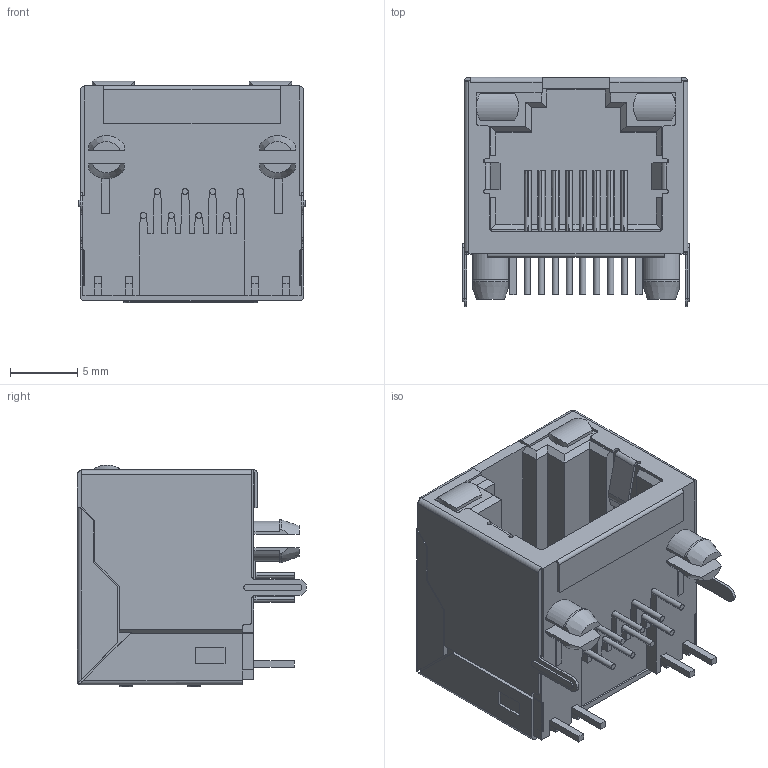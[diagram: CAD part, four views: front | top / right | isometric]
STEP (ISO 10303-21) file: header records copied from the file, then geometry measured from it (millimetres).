
FILE_DESCRIPTION((''),'2;1');
FILE_NAME('DGKYD_56SYGZNL','2017-11-01T',('Administrator'),(''),'CREO PARAMETRIC BY PTC INC, 2016130','CREO PARAMETRIC BY PTC INC, 2016130','');
FILE_SCHEMA(('CONFIG_CONTROL_DESIGN'));
Length unit declared in the file: millimetre
Products named in the file (1): DGKYD_56SYGZNL
Bounding box: 16.9 x 17 x 16.45 mm (x, y, z)
Volume: 2366.3 mm3; surface area: 2721 mm2
Topology: 1 solids, 1 shells, 549 faces, 1527 edges, 996 vertices
Faces by surface type: plane 431, cylinder 110, cone 4, torus 4
Entity records: 17813 total; most frequent: CARTESIAN_POINT 3767, ORIENTED_EDGE 3054, DIRECTION 2665, EDGE_CURVE 1527, VECTOR 1247, LINE 1247, VERTEX_POINT 996, AXIS2_PLACEMENT_3D 709
